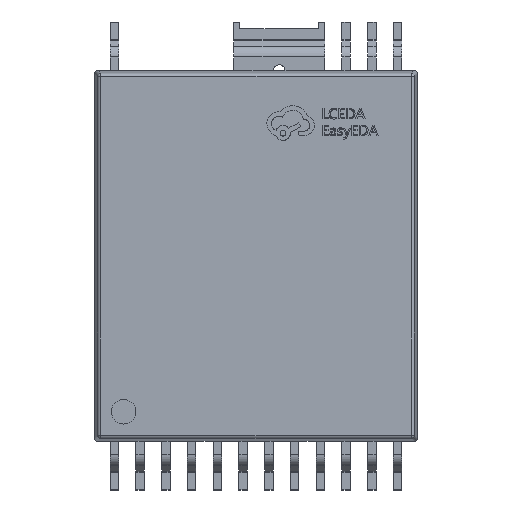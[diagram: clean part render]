
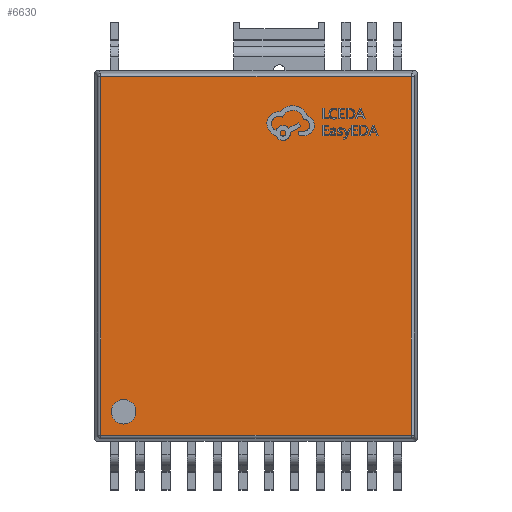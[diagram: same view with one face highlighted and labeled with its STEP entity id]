
A CAD part, top view. The second image highlights one B-rep face of the part: STEP entity #6630.
In plain terms, the highlighted planar face has unit normal (0, 0, 1).
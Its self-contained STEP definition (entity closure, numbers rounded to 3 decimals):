
#1095 = VERTEX_POINT ( 'NONE', #8974 ) ;
#1454 = EDGE_CURVE ( 'NONE', #2731, #2163, #14096, .T. ) ;
#1496 = CARTESIAN_POINT ( 'NONE',  ( -4.518, -5.305, 0.675 ) ) ;
#1650 = ORIENTED_EDGE ( 'NONE', *, *, #1454, .T. ) ;
#1759 = EDGE_CURVE ( 'NONE', #2163, #13388, #26388, .T. ) ;
#2163 = VERTEX_POINT ( 'NONE', #25386 ) ;
#2294 = CARTESIAN_POINT ( 'NONE',  ( -3.498, -4.537, 0.675 ) ) ;
#2699 = CARTESIAN_POINT ( 'NONE',  ( -3.856, -4.537, 0.675 ) ) ;
#2731 = VERTEX_POINT ( 'NONE', #14906 ) ;
#2892 = CARTESIAN_POINT ( 'NONE',  ( 4.605, -5.218, 0.675 ) ) ;
#3134 = AXIS2_PLACEMENT_3D ( 'NONE', #21247, #28064, #3311 ) ;
#3143 = LINE ( 'NONE', #5189, #25380 ) ;
#3311 = DIRECTION ( 'NONE',  ( 1., 0., 0. ) ) ;
#4329 = DIRECTION ( 'NONE',  ( 1., 0., 0. ) ) ;
#4333 = VERTEX_POINT ( 'NONE', #2294 ) ;
#5189 = CARTESIAN_POINT ( 'NONE',  ( -4.605, 5.218, 0.675 ) ) ;
#5561 = ORIENTED_EDGE ( 'NONE', *, *, #1759, .T. ) ;
#5696 = CIRCLE ( 'NONE', #7079, 0.359 ) ;
#5891 = CARTESIAN_POINT ( 'NONE',  ( 4.518, 5.305, 0.675 ) ) ;
#6630 = ADVANCED_FACE ( 'NONE', ( #14979, #23758 ), #24048, .T. ) ;
#7079 = AXIS2_PLACEMENT_3D ( 'NONE', #2699, #11670, #9621 ) ;
#7379 = CARTESIAN_POINT ( 'NONE',  ( -4.518, 5.218, 0.675 ) ) ;
#8284 = DIRECTION ( 'NONE',  ( 0., 0., 1. ) ) ;
#8974 = CARTESIAN_POINT ( 'NONE',  ( -4.215, -4.537, 0.675 ) ) ;
#9621 = DIRECTION ( 'NONE',  ( 1., 0., 0. ) ) ;
#10803 = CARTESIAN_POINT ( 'NONE',  ( 0., 0., 0.675 ) ) ;
#10876 = EDGE_LOOP ( 'NONE', ( #5561, #12479, #25652, #1650 ) ) ;
#11036 = VECTOR ( 'NONE', #28467, 1000. ) ;
#11670 = DIRECTION ( 'NONE',  ( 0., 0., 1. ) ) ;
#11983 = DIRECTION ( 'NONE',  ( -1., 0., 0. ) ) ;
#12479 = ORIENTED_EDGE ( 'NONE', *, *, #18860, .T. ) ;
#12488 = EDGE_CURVE ( 'NONE', #21563, #2731, #15568, .T. ) ;
#13388 = VERTEX_POINT ( 'NONE', #25267 ) ;
#14096 = LINE ( 'NONE', #2892, #22537 ) ;
#14395 = ORIENTED_EDGE ( 'NONE', *, *, #25694, .F. ) ;
#14906 = CARTESIAN_POINT ( 'NONE',  ( -4.518, -5.218, 0.675 ) ) ;
#14979 = FACE_OUTER_BOUND ( 'NONE', #10876, .T. ) ;
#15291 = AXIS2_PLACEMENT_3D ( 'NONE', #10803, #8284, #4329 ) ;
#15568 = LINE ( 'NONE', #1496, #11036 ) ;
#16776 = EDGE_LOOP ( 'NONE', ( #14395, #25351 ) ) ;
#18860 = EDGE_CURVE ( 'NONE', #13388, #21563, #3143, .T. ) ;
#21247 = CARTESIAN_POINT ( 'NONE',  ( -3.856, -4.537, 0.675 ) ) ;
#21531 = DIRECTION ( 'NONE',  ( 1., 0., 0. ) ) ;
#21563 = VERTEX_POINT ( 'NONE', #7379 ) ;
#21776 = DIRECTION ( 'NONE',  ( 0., 1., 0. ) ) ;
#22537 = VECTOR ( 'NONE', #21531, 1000. ) ;
#23758 = FACE_BOUND ( 'NONE', #16776, .T. ) ;
#23928 = CIRCLE ( 'NONE', #3134, 0.359 ) ;
#24048 = PLANE ( 'NONE',  #15291 ) ;
#25267 = CARTESIAN_POINT ( 'NONE',  ( 4.518, 5.218, 0.675 ) ) ;
#25351 = ORIENTED_EDGE ( 'NONE', *, *, #28804, .F. ) ;
#25380 = VECTOR ( 'NONE', #11983, 1000. ) ;
#25386 = CARTESIAN_POINT ( 'NONE',  ( 4.518, -5.218, 0.675 ) ) ;
#25652 = ORIENTED_EDGE ( 'NONE', *, *, #12488, .T. ) ;
#25694 = EDGE_CURVE ( 'NONE', #4333, #1095, #5696, .T. ) ;
#26388 = LINE ( 'NONE', #5891, #28223 ) ;
#28064 = DIRECTION ( 'NONE',  ( 0., 0., 1. ) ) ;
#28223 = VECTOR ( 'NONE', #21776, 1000. ) ;
#28467 = DIRECTION ( 'NONE',  ( 0., -1., 0. ) ) ;
#28804 = EDGE_CURVE ( 'NONE', #1095, #4333, #23928, .T. ) ;
